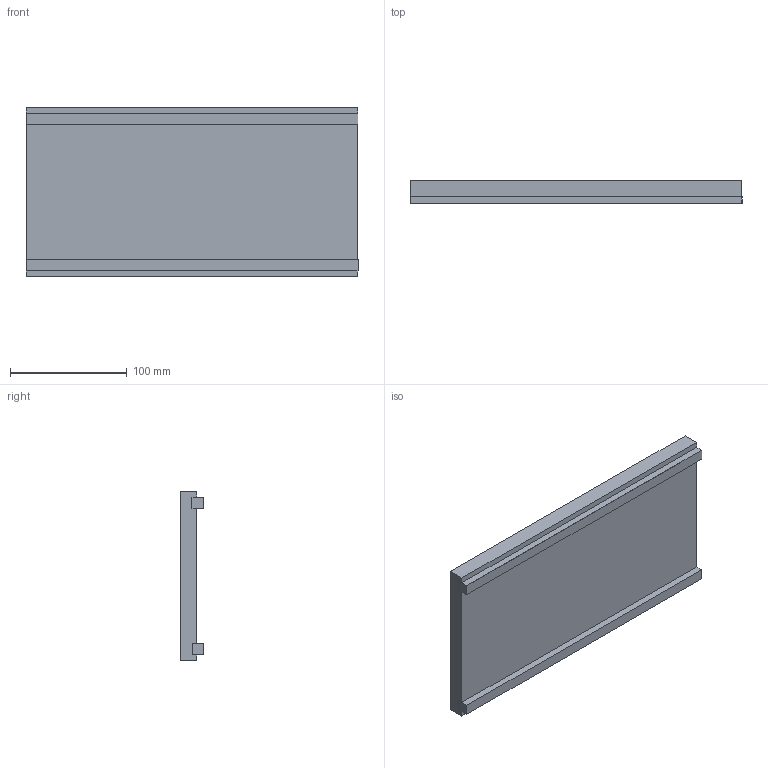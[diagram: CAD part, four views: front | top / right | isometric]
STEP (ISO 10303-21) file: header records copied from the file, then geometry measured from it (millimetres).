
FILE_DESCRIPTION(/* description */ (''),/* implementation_level */ '2;1');
FILE_NAME(/* name */ 'TOP.step',/* time_stamp */ '2024-01-08T20:48:02+05:30',/* author */ (''),/* organization */ (''),/* preprocessor_version */ 'ST-DEVELOPER v20',/* originating_system */ 'Autodesk Translation Framework v12.14.0.127',/* authorisation */ '');
FILE_SCHEMA (('AUTOMOTIVE_DESIGN { 1 0 10303 214 3 1 1 }'));
Length unit declared in the file: centimetre
Products named in the file (1): TOP
Bounding box: 284.98 x 20 x 145.22 mm (x, y, z)
Volume: 294352.7 mm3; surface area: 152499.5 mm2
Topology: 1 solids, 1 shells, 314 faces, 849 edges, 564 vertices
Faces by surface type: plane 314
Entity records: 9685 total; most frequent: CARTESIAN_POINT 1728, ORIENTED_EDGE 1698, DIRECTION 1479, LINE 849, VECTOR 849, EDGE_CURVE 849, VERTEX_POINT 564, EDGE_LOOP 341
